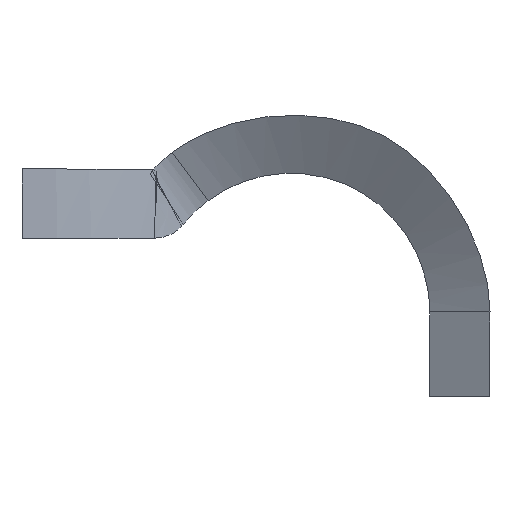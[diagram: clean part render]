
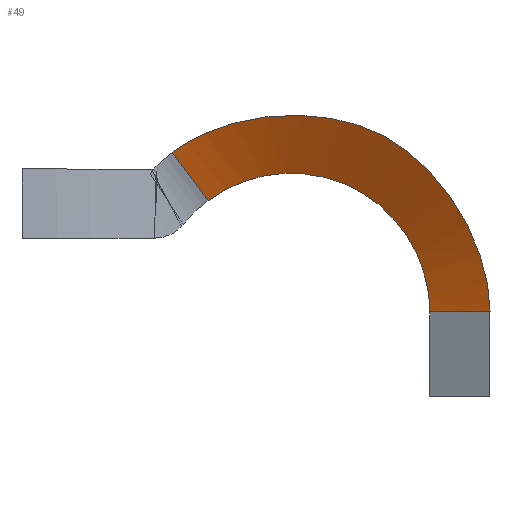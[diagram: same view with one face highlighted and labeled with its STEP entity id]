
A CAD part, top view. The second image highlights one B-rep face of the part: STEP entity #49.
In plain terms, the highlighted free-form (B-spline) face has degree [1, 4] with [2, 8] control points.
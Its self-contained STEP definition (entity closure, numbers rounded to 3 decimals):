
#43=(
BOUNDED_SURFACE()
B_SPLINE_SURFACE(1,4,((#322,#323,#324,#325,#326,#327,#328,#329),(#330,#331,
#332,#333,#334,#335,#336,#337)),.UNSPECIFIED.,.F.,.F.,.F.)
B_SPLINE_SURFACE_WITH_KNOTS((2,2),(5,3,5),(0.,1.),(0.,0.5,1.),
 .UNSPECIFIED.)
GEOMETRIC_REPRESENTATION_ITEM()
RATIONAL_B_SPLINE_SURFACE(((1.,1.,0.985,1.,1.,0.985,
1.,1.),(1.,1.,0.985,1.,1.,0.985,1.,1.)))
REPRESENTATION_ITEM('')
SURFACE()
);
#49=ADVANCED_FACE('',(#59),#43,.T.);
#59=FACE_OUTER_BOUND('',#65,.T.);
#65=EDGE_LOOP('',(#99,#100,#101,#102));
#77=B_SPLINE_CURVE_WITH_KNOTS('',1,(#279,#280),.UNSPECIFIED.,.F.,.F.,(2,
2),(0.,1.),.UNSPECIFIED.);
#99=ORIENTED_EDGE('',*,*,#132,.F.);
#100=ORIENTED_EDGE('',*,*,#134,.T.);
#101=ORIENTED_EDGE('',*,*,#117,.T.);
#102=ORIENTED_EDGE('',*,*,#135,.T.);
#103=VERTEX_POINT('',#148);
#104=VERTEX_POINT('',#149);
#115=VERTEX_POINT('',#278);
#116=VERTEX_POINT('',#281);
#117=EDGE_CURVE('',#103,#104,#136,.T.);
#132=EDGE_CURVE('',#115,#116,#77,.T.);
#134=EDGE_CURVE('',#115,#103,#140,.T.);
#135=EDGE_CURVE('',#104,#116,#141,.T.);
#136=(
BOUNDED_CURVE()
B_SPLINE_CURVE(1,(#146,#147),.UNSPECIFIED.,.F.,.F.)
B_SPLINE_CURVE_WITH_KNOTS((2,2),(0.,1.),.UNSPECIFIED.)
CURVE()
GEOMETRIC_REPRESENTATION_ITEM()
RATIONAL_B_SPLINE_CURVE((1.,1.))
REPRESENTATION_ITEM('')
);
#140=(
BOUNDED_CURVE()
B_SPLINE_CURVE(4,(#306,#307,#308,#309,#310,#311,#312,#313),
 .UNSPECIFIED.,.F.,.F.)
B_SPLINE_CURVE_WITH_KNOTS((5,3,5),(0.,0.5,1.),.UNSPECIFIED.)
CURVE()
GEOMETRIC_REPRESENTATION_ITEM()
RATIONAL_B_SPLINE_CURVE((1.,1.,0.985,1.,1.,0.985,
1.,1.))
REPRESENTATION_ITEM('')
);
#141=(
BOUNDED_CURVE()
B_SPLINE_CURVE(4,(#314,#315,#316,#317,#318,#319,#320,#321),
 .UNSPECIFIED.,.F.,.F.)
B_SPLINE_CURVE_WITH_KNOTS((5,3,5),(0.,0.5,1.),.UNSPECIFIED.)
CURVE()
GEOMETRIC_REPRESENTATION_ITEM()
RATIONAL_B_SPLINE_CURVE((1.,1.,0.985,1.,1.,0.985,
1.,1.))
REPRESENTATION_ITEM('')
);
#146=CARTESIAN_POINT('',(110.655,23.,30.7));
#147=CARTESIAN_POINT('',(127.029,23.,39.827));
#148=CARTESIAN_POINT('',(110.655,23.,30.7));
#149=CARTESIAN_POINT('',(127.029,23.,39.827));
#278=CARTESIAN_POINT('',(50.523,53.211,30.7));
#279=CARTESIAN_POINT('',(50.523,53.211,30.7));
#280=CARTESIAN_POINT('',(40.749,66.348,39.827));
#281=CARTESIAN_POINT('',(40.749,66.348,39.827));
#306=CARTESIAN_POINT('',(50.523,53.211,30.7));
#307=CARTESIAN_POINT('',(58.452,59.11,30.7));
#308=CARTESIAN_POINT('',(69.513,62.964,30.7));
#309=CARTESIAN_POINT('',(81.074,61.084,30.7));
#310=CARTESIAN_POINT('',(98.736,52.21,30.7));
#311=CARTESIAN_POINT('',(107.145,44.057,30.7));
#312=CARTESIAN_POINT('',(110.655,32.883,30.7));
#313=CARTESIAN_POINT('',(110.655,23.,30.7));
#314=CARTESIAN_POINT('',(127.029,23.,39.827));
#315=CARTESIAN_POINT('',(127.029,35.394,39.827));
#316=CARTESIAN_POINT('',(121.523,52.924,39.827));
#317=CARTESIAN_POINT('',(108.331,65.714,39.827));
#318=CARTESIAN_POINT('',(86.181,76.843,39.827));
#319=CARTESIAN_POINT('',(68.045,79.792,39.827));
#320=CARTESIAN_POINT('',(50.693,73.746,39.827));
#321=CARTESIAN_POINT('',(40.749,66.348,39.827));
#322=CARTESIAN_POINT('',(40.749,66.348,39.827));
#323=CARTESIAN_POINT('',(50.693,73.746,39.827));
#324=CARTESIAN_POINT('',(68.045,79.792,39.827));
#325=CARTESIAN_POINT('',(86.181,76.843,39.827));
#326=CARTESIAN_POINT('',(108.331,65.714,39.827));
#327=CARTESIAN_POINT('',(121.523,52.924,39.827));
#328=CARTESIAN_POINT('',(127.029,35.394,39.827));
#329=CARTESIAN_POINT('',(127.029,23.,39.827));
#330=CARTESIAN_POINT('',(50.523,53.211,30.7));
#331=CARTESIAN_POINT('',(58.452,59.11,30.7));
#332=CARTESIAN_POINT('',(69.513,62.964,30.7));
#333=CARTESIAN_POINT('',(81.074,61.084,30.7));
#334=CARTESIAN_POINT('',(98.736,52.21,30.7));
#335=CARTESIAN_POINT('',(107.145,44.057,30.7));
#336=CARTESIAN_POINT('',(110.655,32.883,30.7));
#337=CARTESIAN_POINT('',(110.655,23.,30.7));
